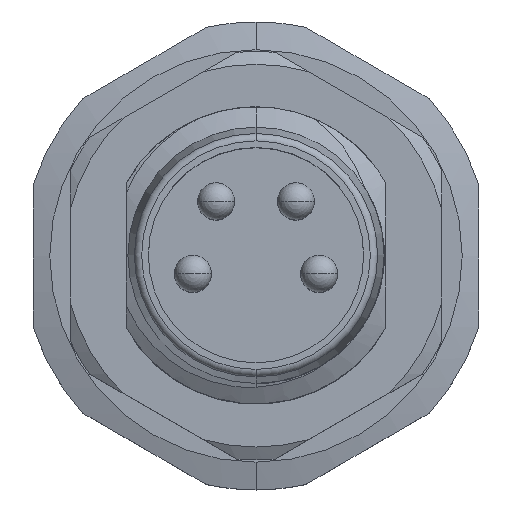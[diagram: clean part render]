
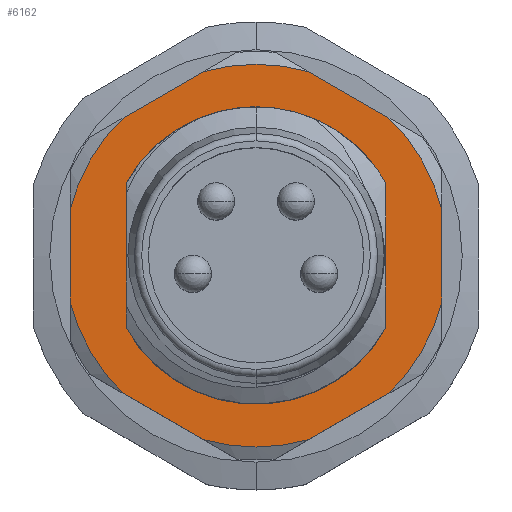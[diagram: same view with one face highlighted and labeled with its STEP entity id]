
A CAD part, top view. The second image highlights one B-rep face of the part: STEP entity #6162.
In plain terms, the highlighted planar face has unit normal (0, 0, 1).
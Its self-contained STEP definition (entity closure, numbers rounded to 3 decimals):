
#1209=CARTESIAN_POINT('',(0.,0.,-7.6));
#1210=DIRECTION('',(0.,0.,-1.));
#1211=DIRECTION('',(-0.875,0.484,0.));
#1212=AXIS2_PLACEMENT_3D('',#1209,#1210,#1211);
#1454=DIRECTION('',(0.,1.,0.));
#1455=VECTOR('',#1454,3.648);
#1456=CARTESIAN_POINT('',(-3.5,-1.712,-7.6));
#1457=LINE('',#1456,#1455);
#1677=CARTESIAN_POINT('',(3.082,1.57,-7.6));
#1678=CARTESIAN_POINT('',(3.137,1.462,-7.6));
#1679=CARTESIAN_POINT('',(3.235,1.242,-7.6));
#1680=CARTESIAN_POINT('',(3.347,0.897,-7.6));
#1681=CARTESIAN_POINT('',(3.422,0.542,-7.6));
#1682=CARTESIAN_POINT('',(3.46,0.181,-7.6));
#1683=CARTESIAN_POINT('',(3.46,-0.181,-7.6));
#1684=CARTESIAN_POINT('',(3.422,-0.543,-7.6));
#1685=CARTESIAN_POINT('',(3.347,-0.897,-7.6));
#1686=CARTESIAN_POINT('',(3.235,-1.242,-7.6));
#1687=CARTESIAN_POINT('',(3.087,-1.574,-7.6));
#1688=CARTESIAN_POINT('',(2.906,-1.887,-7.6));
#1689=CARTESIAN_POINT('',(2.692,-2.181,-7.6));
#1690=CARTESIAN_POINT('',(2.45,-2.451,-7.6));
#1691=CARTESIAN_POINT('',(2.18,-2.693,-7.6));
#1692=CARTESIAN_POINT('',(1.887,-2.906,-7.6));
#1693=CARTESIAN_POINT('',(1.678,-3.027,-7.6));
#1694=CARTESIAN_POINT('',(1.57,-3.082,-7.6));
#1812=DIRECTION('',(-0.866,0.5,0.));
#1813=VECTOR('',#1812,2.498);
#1814=CARTESIAN_POINT('',(3.581,3.706,-7.6));
#1815=LINE('',#1814,#1813);
#1816=CARTESIAN_POINT('',(0.,0.,-7.6));
#1817=DIRECTION('',(0.,0.,-1.));
#1818=DIRECTION('',(0.695,0.719,0.));
#1819=AXIS2_PLACEMENT_3D('',#1816,#1817,#1818);
#1821=DIRECTION('',(0.,1.,0.));
#1822=VECTOR('',#1821,2.498);
#1823=CARTESIAN_POINT('',(5.,-1.249,-7.6));
#1824=LINE('',#1823,#1822);
#1825=CARTESIAN_POINT('',(0.,0.,-7.6));
#1826=DIRECTION('',(0.,0.,-1.));
#1827=DIRECTION('',(0.97,-0.242,0.));
#1828=AXIS2_PLACEMENT_3D('',#1825,#1826,#1827);
#1830=DIRECTION('',(0.866,0.5,0.));
#1831=VECTOR('',#1830,2.498);
#1832=CARTESIAN_POINT('',(1.419,-4.955,-7.6));
#1833=LINE('',#1832,#1831);
#1834=DIRECTION('',(0.866,-0.5,0.));
#1835=VECTOR('',#1834,2.498);
#1836=CARTESIAN_POINT('',(-3.581,-3.706,-7.6));
#1837=LINE('',#1836,#1835);
#1838=CARTESIAN_POINT('',(0.,0.,-7.6));
#1839=DIRECTION('',(0.,0.,-1.));
#1840=DIRECTION('',(-0.695,-0.719,0.));
#1841=AXIS2_PLACEMENT_3D('',#1838,#1839,#1840);
#1843=DIRECTION('',(0.,-1.,0.));
#1844=VECTOR('',#1843,2.498);
#1845=CARTESIAN_POINT('',(-5.,1.249,-7.6));
#1846=LINE('',#1845,#1844);
#1847=CARTESIAN_POINT('',(0.,0.,-7.6));
#1848=DIRECTION('',(0.,0.,-1.));
#1849=DIRECTION('',(-0.97,0.242,0.));
#1850=AXIS2_PLACEMENT_3D('',#1847,#1848,#1849);
#1852=DIRECTION('',(-0.866,-0.5,0.));
#1853=VECTOR('',#1852,2.498);
#1854=CARTESIAN_POINT('',(-1.419,4.955,-7.6));
#1855=LINE('',#1854,#1853);
#1856=CARTESIAN_POINT('',(1.57,-3.082,-7.6));
#1857=CARTESIAN_POINT('',(1.464,-3.147,-7.6));
#1858=CARTESIAN_POINT('',(1.245,-3.266,-7.6));
#1859=CARTESIAN_POINT('',(0.896,-3.409,-7.6));
#1860=CARTESIAN_POINT('',(0.533,-3.514,-7.6));
#1861=CARTESIAN_POINT('',(0.156,-3.58,-7.6));
#1862=CARTESIAN_POINT('',(-0.226,-3.606,-7.6));
#1863=CARTESIAN_POINT('',(-0.612,-3.59,-7.6));
#1864=CARTESIAN_POINT('',(-0.997,-3.533,-7.6));
#1865=CARTESIAN_POINT('',(-1.374,-3.436,-7.6));
#1866=CARTESIAN_POINT('',(-1.743,-3.297,-7.6));
#1867=CARTESIAN_POINT('',(-2.096,-3.12,-7.6));
#1868=CARTESIAN_POINT('',(-2.431,-2.905,-7.6));
#1869=CARTESIAN_POINT('',(-2.743,-2.654,-7.6));
#1870=CARTESIAN_POINT('',(-3.028,-2.371,-7.6));
#1871=CARTESIAN_POINT('',(-3.284,-2.056,-7.6));
#1872=CARTESIAN_POINT('',(-3.432,-1.83,-7.6));
#1873=CARTESIAN_POINT('',(-3.5,-1.712,-7.6));
#2101=CARTESIAN_POINT('',(-3.042,2.598,-7.6));
#2102=CARTESIAN_POINT('',(-2.946,2.695,-7.6));
#2103=CARTESIAN_POINT('',(-2.748,2.878,-7.6));
#2104=CARTESIAN_POINT('',(-2.423,3.12,-7.6));
#2105=CARTESIAN_POINT('',(-2.078,3.327,-7.6));
#2106=CARTESIAN_POINT('',(-1.715,3.496,-7.6));
#2107=CARTESIAN_POINT('',(-1.34,3.627,-7.6));
#2108=CARTESIAN_POINT('',(-0.953,3.718,-7.6));
#2109=CARTESIAN_POINT('',(-0.564,3.768,-7.6));
#2110=CARTESIAN_POINT('',(-0.172,3.777,-7.6));
#2111=CARTESIAN_POINT('',(0.217,3.746,-7.6));
#2112=CARTESIAN_POINT('',(0.596,3.676,-7.6));
#2113=CARTESIAN_POINT('',(0.967,3.567,-7.6));
#2114=CARTESIAN_POINT('',(1.319,3.421,-7.6));
#2115=CARTESIAN_POINT('',(1.655,3.24,-7.6));
#2116=CARTESIAN_POINT('',(1.966,3.027,-7.6));
#2117=CARTESIAN_POINT('',(2.253,2.784,-7.6));
#2118=CARTESIAN_POINT('',(2.511,2.513,-7.6));
#2119=CARTESIAN_POINT('',(2.737,2.219,-7.6));
#2120=CARTESIAN_POINT('',(2.93,1.903,-7.6));
#2121=CARTESIAN_POINT('',(3.035,1.683,-7.6));
#2122=CARTESIAN_POINT('',(3.082,1.57,-7.6));
#3214=CARTESIAN_POINT('',(-5.,-1.249,-7.6));
#3248=CARTESIAN_POINT('',(-1.419,4.955,-7.6));
#3260=CARTESIAN_POINT('',(-3.581,3.706,-7.6));
#3296=CARTESIAN_POINT('',(1.419,4.955,-7.6));
#3342=CARTESIAN_POINT('',(5.,1.249,-7.6));
#3376=CARTESIAN_POINT('',(1.419,-4.955,-7.6));
#3388=CARTESIAN_POINT('',(3.581,-3.706,-7.6));
#3424=CARTESIAN_POINT('',(-1.419,-4.955,-7.6));
#3440=CARTESIAN_POINT('',(0.,0.,-7.6));
#3441=DIRECTION('',(0.,0.,1.));
#3442=DIRECTION('',(0.275,0.961,0.));
#3443=AXIS2_PLACEMENT_3D('',#3440,#3441,#3442);
#3455=CARTESIAN_POINT('',(0.,0.,-7.6));
#3456=DIRECTION('',(0.,0.,1.));
#3457=DIRECTION('',(-0.275,-0.961,0.));
#3458=AXIS2_PLACEMENT_3D('',#3455,#3456,#3457);
#3722=CARTESIAN_POINT('',(-3.5,1.936,-7.6));
#3723=CARTESIAN_POINT('',(-3.042,2.598,-7.6));
#3724=VERTEX_POINT('',#3722);
#3725=VERTEX_POINT('',#3723);
#3734=CARTESIAN_POINT('',(-3.5,-1.712,-7.6));
#3735=VERTEX_POINT('',#3734);
#3736=VERTEX_POINT('',#2122);
#3737=VERTEX_POINT('',#1856);
#3754=VERTEX_POINT('',#3296);
#3758=VERTEX_POINT('',#3260);
#3766=VERTEX_POINT('',#3214);
#3774=VERTEX_POINT('',#3424);
#3778=VERTEX_POINT('',#3388);
#3784=VERTEX_POINT('',#3342);
#3801=CARTESIAN_POINT('',(3.581,3.706,-7.6));
#3802=VERTEX_POINT('',#3801);
#3803=CARTESIAN_POINT('',(5.,-1.249,-7.6));
#3804=VERTEX_POINT('',#3803);
#3805=CARTESIAN_POINT('',(-3.581,-3.706,-7.6));
#3806=VERTEX_POINT('',#3805);
#3807=CARTESIAN_POINT('',(-5.,1.249,-7.6));
#3808=VERTEX_POINT('',#3807);
#3810=VERTEX_POINT('',#3248);
#3812=VERTEX_POINT('',#3376);
#6122=CARTESIAN_POINT('',(0.,0.,-7.6));
#6123=DIRECTION('',(0.,0.,1.));
#6124=DIRECTION('',(1.,0.,0.));
#6125=AXIS2_PLACEMENT_3D('',#6122,#6123,#6124);
#6126=PLANE('',#6125);
#6128=ORIENTED_EDGE('',*,*,#6127,.F.);
#6130=ORIENTED_EDGE('',*,*,#6129,.F.);
#6132=ORIENTED_EDGE('',*,*,#6131,.T.);
#6134=ORIENTED_EDGE('',*,*,#6133,.F.);
#6136=ORIENTED_EDGE('',*,*,#6135,.T.);
#6138=ORIENTED_EDGE('',*,*,#6137,.F.);
#6140=ORIENTED_EDGE('',*,*,#6139,.F.);
#6142=ORIENTED_EDGE('',*,*,#6141,.F.);
#6144=ORIENTED_EDGE('',*,*,#6143,.T.);
#6146=ORIENTED_EDGE('',*,*,#6145,.F.);
#6148=ORIENTED_EDGE('',*,*,#6147,.T.);
#6150=ORIENTED_EDGE('',*,*,#6149,.F.);
#6151=EDGE_LOOP('',(#6128,#6130,#6132,#6134,#6136,#6138,#6140,#6142,#6144,#6146,
#6148,#6150));
#6152=FACE_OUTER_BOUND('',#6151,.F.);
#6153=ORIENTED_EDGE('',*,*,#4849,.F.);
#6154=ORIENTED_EDGE('',*,*,#4980,.F.);
#6156=ORIENTED_EDGE('',*,*,#6155,.F.);
#6157=ORIENTED_EDGE('',*,*,#5834,.F.);
#6159=ORIENTED_EDGE('',*,*,#6158,.F.);
#6160=EDGE_LOOP('',(#6153,#6154,#6156,#6157,#6159));
#6161=FACE_BOUND('',#6160,.F.);
#1213=CIRCLE('',#1212,4.);
#1695=B_SPLINE_CURVE_WITH_KNOTS('',3,(#1677,#1678,#1679,#1680,#1681,#1682,#1683,
#1684,#1685,#1686,#1687,#1688,#1689,#1690,#1691,#1692,#1693,#1694),
.UNSPECIFIED.,.F.,.F.,(4,1,1,1,1,1,1,1,1,1,1,1,1,1,1,4),(0.,0.067,
0.133,0.2,0.267,0.333,0.4,
0.467,0.533,0.6,0.667,0.733,
0.8,0.867,0.933,1.),.UNSPECIFIED.);
#1820=CIRCLE('',#1819,5.154);
#1829=CIRCLE('',#1828,5.154);
#1842=CIRCLE('',#1841,5.154);
#1851=CIRCLE('',#1850,5.154);
#1874=B_SPLINE_CURVE_WITH_KNOTS('',3,(#1856,#1857,#1858,#1859,#1860,#1861,#1862,
#1863,#1864,#1865,#1866,#1867,#1868,#1869,#1870,#1871,#1872,#1873),
.UNSPECIFIED.,.F.,.F.,(4,1,1,1,1,1,1,1,1,1,1,1,1,1,1,4),(0.,0.067,
0.133,0.2,0.267,0.333,0.4,
0.467,0.533,0.6,0.667,0.733,
0.8,0.867,0.933,1.),.UNSPECIFIED.);
#2123=B_SPLINE_CURVE_WITH_KNOTS('',3,(#2101,#2102,#2103,#2104,#2105,#2106,#2107,
#2108,#2109,#2110,#2111,#2112,#2113,#2114,#2115,#2116,#2117,#2118,#2119,#2120,
#2121,#2122),.UNSPECIFIED.,.F.,.F.,(4,1,1,1,1,1,1,1,1,1,1,1,1,1,1,1,1,1,1,4),(
0.,0.053,0.105,0.158,0.211,
0.263,0.316,0.368,0.421,
0.474,0.526,0.579,0.632,
0.684,0.737,0.789,0.842,
0.895,0.947,1.),.UNSPECIFIED.);
#3444=CIRCLE('',#3443,5.154);
#3459=CIRCLE('',#3458,5.154);
#4849=EDGE_CURVE('',#3724,#3725,#1213,.T.);
#4980=EDGE_CURVE('',#3735,#3724,#1457,.T.);
#5834=EDGE_CURVE('',#3736,#3737,#1695,.T.);
#6127=EDGE_CURVE('',#3754,#3810,#3444,.T.);
#6129=EDGE_CURVE('',#3802,#3754,#1815,.T.);
#6131=EDGE_CURVE('',#3802,#3784,#1820,.T.);
#6133=EDGE_CURVE('',#3804,#3784,#1824,.T.);
#6135=EDGE_CURVE('',#3804,#3778,#1829,.T.);
#6137=EDGE_CURVE('',#3812,#3778,#1833,.T.);
#6139=EDGE_CURVE('',#3774,#3812,#3459,.T.);
#6141=EDGE_CURVE('',#3806,#3774,#1837,.T.);
#6143=EDGE_CURVE('',#3806,#3766,#1842,.T.);
#6145=EDGE_CURVE('',#3808,#3766,#1846,.T.);
#6147=EDGE_CURVE('',#3808,#3758,#1851,.T.);
#6149=EDGE_CURVE('',#3810,#3758,#1855,.T.);
#6155=EDGE_CURVE('',#3737,#3735,#1874,.T.);
#6158=EDGE_CURVE('',#3725,#3736,#2123,.T.);
#6162=ADVANCED_FACE('',(#6152,#6161),#6126,.T.);
